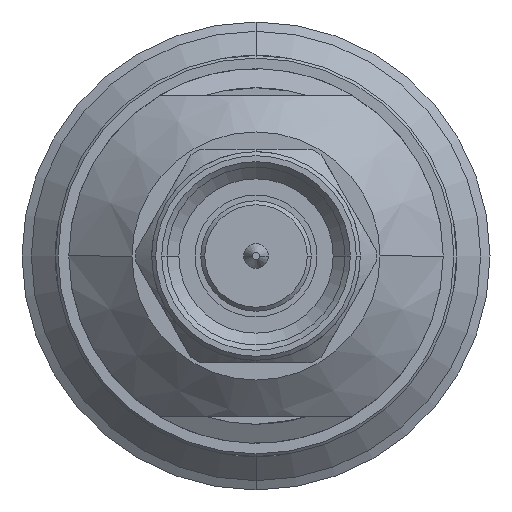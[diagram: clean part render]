
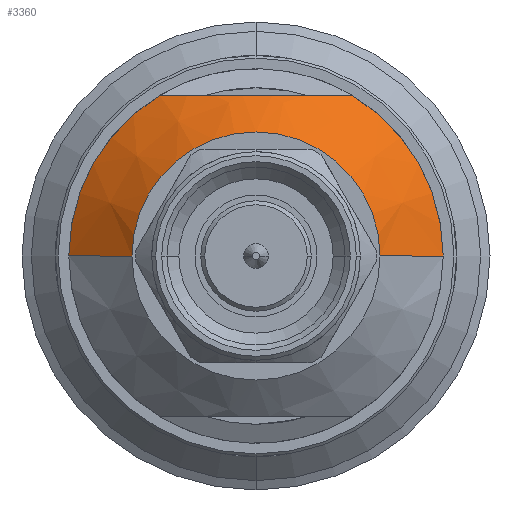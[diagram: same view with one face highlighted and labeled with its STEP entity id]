
A CAD part, left-side view. The second image highlights one B-rep face of the part: STEP entity #3360.
In plain terms, the highlighted conical face has half-angle 48.573 degrees and reference radius 7 mm.
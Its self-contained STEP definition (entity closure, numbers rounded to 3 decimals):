
#62 = CARTESIAN_POINT ( 'NONE',  ( 10.721, -1.555, 6. ) ) ;
#137 = DIRECTION ( 'NONE',  ( 0.662, 0.75, 0. ) ) ;
#239 = CARTESIAN_POINT ( 'NONE',  ( 11.434, 0., 0. ) ) ;
#392 = CARTESIAN_POINT ( 'NONE',  ( 10.574, -0.629, 6. ) ) ;
#394 = VERTEX_POINT ( 'NONE', #2414 ) ;
#404 = CIRCLE ( 'NONE', #3917, 7. ) ;
#415 = DIRECTION ( 'NONE',  ( 1., 0., 0. ) ) ;
#441 = FACE_OUTER_BOUND ( 'NONE', #3631, .T. ) ;
#574 = CARTESIAN_POINT ( 'NONE',  ( 11.434, 0., 0. ) ) ;
#576 = DIRECTION ( 'NONE',  ( 0., -1., 0. ) ) ;
#746 = CARTESIAN_POINT ( 'NONE',  ( 10.552, 0.617, 6. ) ) ;
#1017 = EDGE_CURVE ( 'NONE', #2127, #1795, #1337, .T. ) ;
#1093 = CARTESIAN_POINT ( 'NONE',  ( 10.953, 2.449, 6. ) ) ;
#1149 = AXIS2_PLACEMENT_3D ( 'NONE', #574, #1948, #3991 ) ;
#1337 = CIRCLE ( 'NONE', #2753, 7. ) ;
#1348 = VERTEX_POINT ( 'NONE', #2285 ) ;
#1387 = EDGE_CURVE ( 'NONE', #3743, #3259, #3574, .T. ) ;
#1432 = CARTESIAN_POINT ( 'NONE',  ( 11.434, 3.606, 6. ) ) ;
#1524 = B_SPLINE_CURVE_WITH_KNOTS ( 'NONE', 3,
 ( #4147, #1760, #2101, #62, #2439, #392, #2780, #746, #3107, #1093, #3470, #1432 ),
 .UNSPECIFIED., .F., .F.,
 ( 4, 2, 2, 2, 2, 4 ),
 ( 0., 0.002, 0.003, 0.004, 0.006, 0.007 ),
 .UNSPECIFIED. ) ;
#1698 = EDGE_CURVE ( 'NONE', #394, #3743, #3403, .T. ) ;
#1760 = CARTESIAN_POINT ( 'NONE',  ( 11.175, -3.036, 6. ) ) ;
#1795 = VERTEX_POINT ( 'NONE', #4233 ) ;
#1805 = CARTESIAN_POINT ( 'NONE',  ( 11.434, 0., 0. ) ) ;
#1823 = AXIS2_PLACEMENT_3D ( 'NONE', #2454, #415, #2799 ) ;
#1929 = ORIENTED_EDGE ( 'NONE', *, *, #1387, .T. ) ;
#1948 = DIRECTION ( 'NONE',  ( 1., 0., 0. ) ) ;
#2101 = CARTESIAN_POINT ( 'NONE',  ( 10.955, -2.455, 6. ) ) ;
#2127 = VERTEX_POINT ( 'NONE', #3927 ) ;
#2146 = DIRECTION ( 'NONE',  ( 0., -1., 0. ) ) ;
#2285 = CARTESIAN_POINT ( 'NONE',  ( 11.434, -3.606, 6. ) ) ;
#2299 = CARTESIAN_POINT ( 'NONE',  ( 11.434, -7., 0. ) ) ;
#2414 = CARTESIAN_POINT ( 'NONE',  ( 9.35, 4.638, 0. ) ) ;
#2439 = CARTESIAN_POINT ( 'NONE',  ( 10.659, -1.25, 6. ) ) ;
#2454 = CARTESIAN_POINT ( 'NONE',  ( 9.35, 0., 0. ) ) ;
#2584 = VECTOR ( 'NONE', #137, 1000. ) ;
#2617 = DIRECTION ( 'NONE',  ( 1., 0., 0. ) ) ;
#2688 = EDGE_CURVE ( 'NONE', #1348, #1795, #1524, .T. ) ;
#2714 = ORIENTED_EDGE ( 'NONE', *, *, #3269, .F. ) ;
#2731 = EDGE_CURVE ( 'NONE', #1348, #3259, #404, .T. ) ;
#2753 = AXIS2_PLACEMENT_3D ( 'NONE', #239, #2617, #576 ) ;
#2780 = CARTESIAN_POINT ( 'NONE',  ( 10.552, -0.315, 6. ) ) ;
#2799 = DIRECTION ( 'NONE',  ( 0., 1., 0. ) ) ;
#2915 = CARTESIAN_POINT ( 'NONE',  ( 9.35, -4.638, 0. ) ) ;
#2952 = CONICAL_SURFACE ( 'NONE', #1149, 7., 0.848 ) ;
#3107 = CARTESIAN_POINT ( 'NONE',  ( 10.638, 1.234, 6. ) ) ;
#3175 = CARTESIAN_POINT ( 'NONE',  ( 11.434, 7., 0. ) ) ;
#3259 = VERTEX_POINT ( 'NONE', #3529 ) ;
#3269 = EDGE_CURVE ( 'NONE', #394, #2127, #4303, .T. ) ;
#3360 = ADVANCED_FACE ( 'NONE', ( #441 ), #2952, .T. ) ;
#3403 = CIRCLE ( 'NONE', #1823, 4.638 ) ;
#3470 = CARTESIAN_POINT ( 'NONE',  ( 11.175, 3.034, 6. ) ) ;
#3529 = CARTESIAN_POINT ( 'NONE',  ( 11.434, -7., 0. ) ) ;
#3574 = LINE ( 'NONE', #2299, #3675 ) ;
#3631 = EDGE_LOOP ( 'NONE', ( #4313, #1929, #4185, #3664, #4068, #2714 ) ) ;
#3664 = ORIENTED_EDGE ( 'NONE', *, *, #2688, .T. ) ;
#3675 = VECTOR ( 'NONE', #4354, 1000. ) ;
#3743 = VERTEX_POINT ( 'NONE', #2915 ) ;
#3917 = AXIS2_PLACEMENT_3D ( 'NONE', #1805, #4188, #2146 ) ;
#3927 = CARTESIAN_POINT ( 'NONE',  ( 11.434, 7., 0. ) ) ;
#3991 = DIRECTION ( 'NONE',  ( 0., 1., 0. ) ) ;
#4068 = ORIENTED_EDGE ( 'NONE', *, *, #1017, .F. ) ;
#4147 = CARTESIAN_POINT ( 'NONE',  ( 11.434, -3.606, 6. ) ) ;
#4185 = ORIENTED_EDGE ( 'NONE', *, *, #2731, .F. ) ;
#4188 = DIRECTION ( 'NONE',  ( 1., 0., 0. ) ) ;
#4233 = CARTESIAN_POINT ( 'NONE',  ( 11.434, 3.606, 6. ) ) ;
#4303 = LINE ( 'NONE', #3175, #2584 ) ;
#4313 = ORIENTED_EDGE ( 'NONE', *, *, #1698, .T. ) ;
#4354 = DIRECTION ( 'NONE',  ( 0.662, -0.75, 0. ) ) ;
